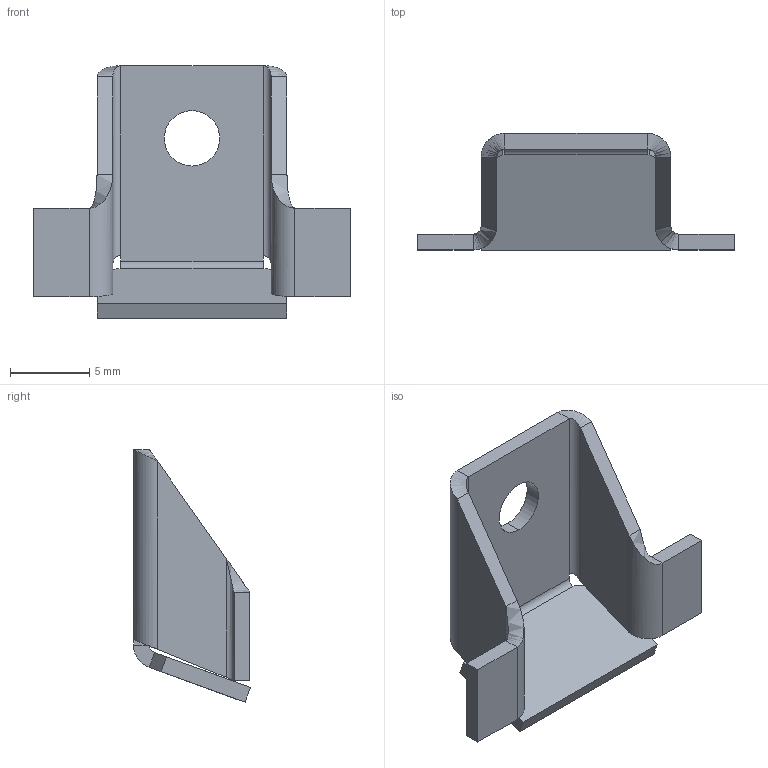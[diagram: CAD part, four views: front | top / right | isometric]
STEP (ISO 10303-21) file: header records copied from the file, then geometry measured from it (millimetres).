
FILE_DESCRIPTION (( 'STEP AP203' ), '1' );
FILE_NAME ('Fixing_Lug.STEP', '2023-04-26T10:55:13', ( '' ), ( '' ), 'SwSTEP 2.0', 'SolidWorks 2018', '' );
FILE_SCHEMA (( 'CONFIG_CONTROL_DESIGN' ));
Length unit declared in the file: millimetre
Products named in the file (1): Fixing_Lug
Bounding box: 20 x 7.39 x 15.97 mm (x, y, z)
Volume: 369.8 mm3; surface area: 854.7 mm2
Topology: 1 solids, 1 shells, 54 faces, 116 edges, 64 vertices
Faces by surface type: plane 34, cylinder 12, bspline 8
Entity records: 1653 total; most frequent: CARTESIAN_POINT 499, ORIENTED_EDGE 232, DIRECTION 202, EDGE_CURVE 116, LINE 92, VECTOR 92, VERTEX_POINT 64, EDGE_LOOP 56
